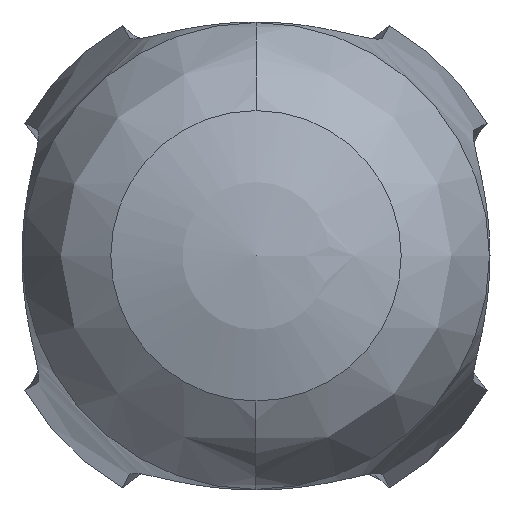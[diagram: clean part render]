
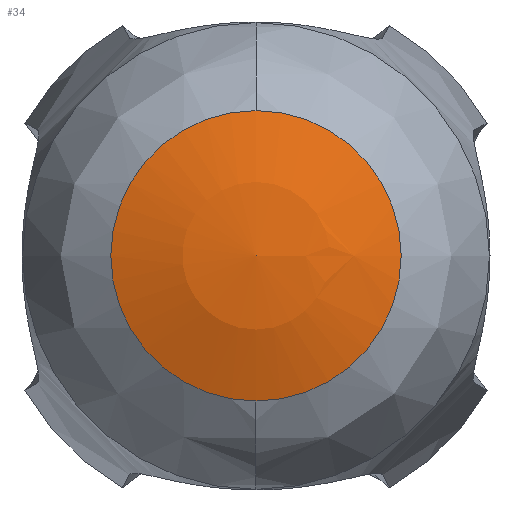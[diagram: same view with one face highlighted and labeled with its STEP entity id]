
A CAD part, top view. The second image highlights one B-rep face of the part: STEP entity #34.
In plain terms, the highlighted spherical face has radius 18.116 mm.
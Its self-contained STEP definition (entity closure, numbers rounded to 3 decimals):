
#1=CARTESIAN_POINT('POINT1',(6.561,
   0.,159.425));
#2=VERTEX_POINT('VERTEX1',#1);
#3=CARTESIAN_POINT('POINT2',(0.,-6.561,
   159.425));
#4=VERTEX_POINT('VERTEX2',#3);
#5=CARTESIAN_POINT('POS1',(0.,0.,
   159.425));
#6=DIRECTION('DIR1',(0.,0.,1.));
#7=DIRECTION('DIR2',(1.,0.,0.));
#8=AXIS2_PLACEMENT_3D('AXIS1',#5,#6,#7);
#9=CIRCLE('ELLIPSE1',#8,6.561);
#10=EDGE_CURVE('EDGE1',#2,#4,#9,.F.);
#11=ORIENTED_EDGE('COEDGE1',*,*,#10,.F.);
#12=CARTESIAN_POINT('POINT3',(0.,6.561
   ,159.425));
#13=VERTEX_POINT('VERTEX3',#12);
#14=CARTESIAN_POINT('POS2',(0.,0.,
   159.425));
#15=DIRECTION('DIR3',(0.,0.,1.));
#16=DIRECTION('DIR4',(1.,0.,0.));
#17=AXIS2_PLACEMENT_3D('AXIS2',#14,#15,#16);
#18=CIRCLE('ELLIPSE2',#17,6.561);
#19=EDGE_CURVE('EDGE2',#13,#2,#18,.F.);
#20=ORIENTED_EDGE('COEDGE2',*,*,#19,.F.);
#21=CARTESIAN_POINT('POINT4',(-6.561,
   0.,159.425));
#22=VERTEX_POINT('VERTEX4',#21);
#23=EDGE_CURVE('EDGE3',#22,#13,#18,.F.);
#24=ORIENTED_EDGE('COEDGE3',*,*,#23,.F.);
#25=EDGE_CURVE('EDGE4',#4,#22,#9,.F.);
#26=ORIENTED_EDGE('COEDGE4',*,*,#25,.F.);
#27=EDGE_LOOP('NONE',(#11,#20,#24,#26));
#28=FACE_BOUND('LOOP1',#27,.T.);
#29=CARTESIAN_POINT('POS3',(0.,0.,
   142.539));
#30=DIRECTION('DIR5',(0.,0.,1.));
#31=DIRECTION('DIR6',(1.,0.,0.));
#32=AXIS2_PLACEMENT_3D('AXIS3',#29,#30,#31);
#33=SPHERICAL_SURFACE('SPHERE_SURF1',#32,18.116);
#34=ADVANCED_FACE('FACE1',(#28),#33,.T.);
